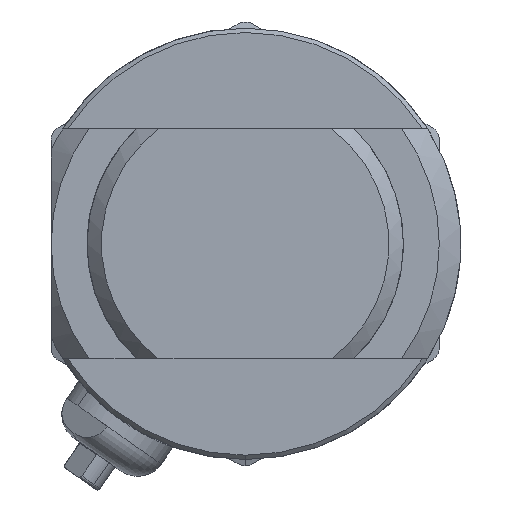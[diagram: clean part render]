
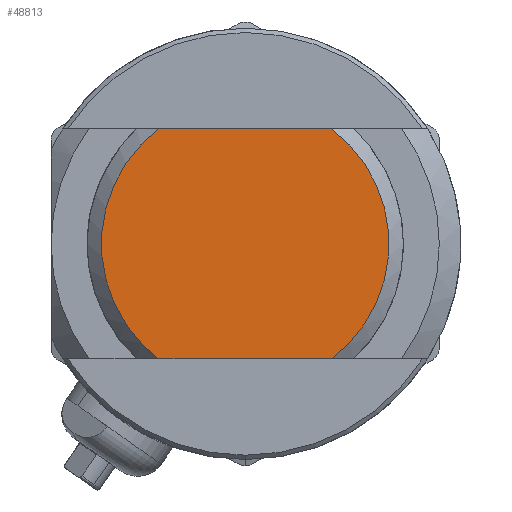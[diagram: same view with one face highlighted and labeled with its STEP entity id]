
A CAD part, left-side view. The second image highlights one B-rep face of the part: STEP entity #48813.
In plain terms, the highlighted planar face has unit normal (-1, 0, 0).
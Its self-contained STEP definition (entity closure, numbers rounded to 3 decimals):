
#327 = DIRECTION ( 'NONE',  ( 0., 0., 1. ) ) ;
#1402 = DIRECTION ( 'NONE',  ( 0., -1., 0. ) ) ;
#1546 = EDGE_CURVE ( 'NONE', #52551, #62306, #23840, .T. ) ;
#3358 = VERTEX_POINT ( 'NONE', #66185 ) ;
#3748 = AXIS2_PLACEMENT_3D ( 'NONE', #26490, #58876, #64682 ) ;
#6638 = CIRCLE ( 'NONE', #27484, 10. ) ;
#11909 = FACE_OUTER_BOUND ( 'NONE', #70562, .T. ) ;
#12259 = CARTESIAN_POINT ( 'NONE',  ( -44., 11., 0. ) ) ;
#13014 = CIRCLE ( 'NONE', #3748, 10. ) ;
#13179 = EDGE_CURVE ( 'NONE', #3358, #20748, #37847, .T. ) ;
#13707 = CARTESIAN_POINT ( 'NONE',  ( -44., 11., 8. ) ) ;
#14636 = ORIENTED_EDGE ( 'NONE', *, *, #69729, .T. ) ;
#16824 = CARTESIAN_POINT ( 'NONE',  ( -44., 6., -8. ) ) ;
#16934 = VECTOR ( 'NONE', #22212, 1000. ) ;
#17738 = EDGE_CURVE ( 'NONE', #52551, #20748, #6638, .T. ) ;
#19268 = DIRECTION ( 'NONE',  ( -1., 0., 0. ) ) ;
#20748 = VERTEX_POINT ( 'NONE', #16824 ) ;
#22212 = DIRECTION ( 'NONE',  ( 0., 1., 0. ) ) ;
#23840 = LINE ( 'NONE', #13707, #57688 ) ;
#26490 = CARTESIAN_POINT ( 'NONE',  ( -44., 0., 0. ) ) ;
#27484 = AXIS2_PLACEMENT_3D ( 'NONE', #36684, #19268, #41442 ) ;
#32392 = CARTESIAN_POINT ( 'NONE',  ( -44., 11., -8. ) ) ;
#34563 = AXIS2_PLACEMENT_3D ( 'NONE', #12259, #56584, #327 ) ;
#36684 = CARTESIAN_POINT ( 'NONE',  ( -44., 0., 0. ) ) ;
#37847 = LINE ( 'NONE', #32392, #16934 ) ;
#41442 = DIRECTION ( 'NONE',  ( 0., 0., 1. ) ) ;
#48682 = ORIENTED_EDGE ( 'NONE', *, *, #13179, .F. ) ;
#48813 = ADVANCED_FACE ( 'NONE', ( #11909 ), #67124, .T. ) ;
#52551 = VERTEX_POINT ( 'NONE', #63508 ) ;
#56584 = DIRECTION ( 'NONE',  ( -1., 0., 0. ) ) ;
#57285 = CARTESIAN_POINT ( 'NONE',  ( -44., -6., 8. ) ) ;
#57688 = VECTOR ( 'NONE', #1402, 1000. ) ;
#58876 = DIRECTION ( 'NONE',  ( -1., 0., 0. ) ) ;
#58892 = ORIENTED_EDGE ( 'NONE', *, *, #17738, .T. ) ;
#62306 = VERTEX_POINT ( 'NONE', #57285 ) ;
#63508 = CARTESIAN_POINT ( 'NONE',  ( -44., 6., 8. ) ) ;
#64682 = DIRECTION ( 'NONE',  ( 0., 0., 1. ) ) ;
#66185 = CARTESIAN_POINT ( 'NONE',  ( -44., -6., -8. ) ) ;
#67124 = PLANE ( 'NONE',  #34563 ) ;
#69729 = EDGE_CURVE ( 'NONE', #3358, #62306, #13014, .T. ) ;
#70471 = ORIENTED_EDGE ( 'NONE', *, *, #1546, .F. ) ;
#70562 = EDGE_LOOP ( 'NONE', ( #48682, #14636, #70471, #58892 ) ) ;
